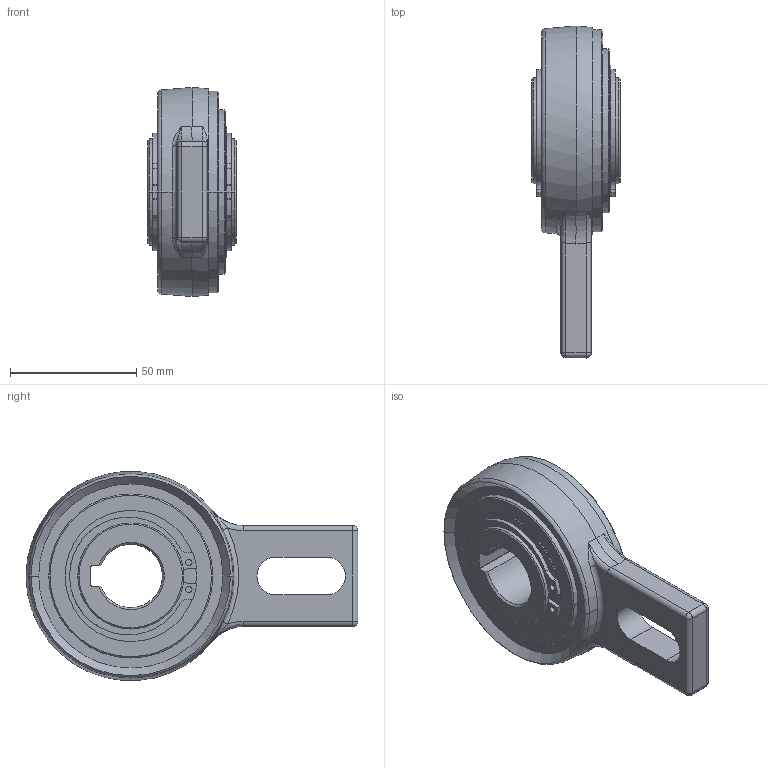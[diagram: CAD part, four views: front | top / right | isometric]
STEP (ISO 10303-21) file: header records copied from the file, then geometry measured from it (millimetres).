
FILE_DESCRIPTION((''),'2;1');
FILE_NAME('FREILAUF_AV25_ASM','2025-05-08T13:17:16',('Administrator'),(''),'CREO PARAMETRIC BY PTC INC, 2020414','CREO PARAMETRIC BY PTC INC, 2020414','');
FILE_SCHEMA(('AUTOMOTIVE_DESIGN { 1 0 10303 214 1 1 1 1 }'));
Length unit declared in the file: millimetre
Products named in the file (14): AUSSENRING_AV20_1; STERN_AV20-25_NICO_1; DRUCKBOLZEN_AS8_1; DRUCKFEDER_AS8_5_1; ANFED_KPL_AS8_6_AS8_5_ASM_1_ASM; ROLLE_7X14_DIN5402_HD_1; LAGERSCHEIBE_AV20_1; DIN471_42X1_75_HD_1; DIN988PS_42X52X0_5_HD_1; FK3_IS_42_1; FK3_AS_46_2_1; ISK42-2_1_ASM_1_ASM; FREILAUF_AV25_NICO_ASM_1_ASM; FREILAUF_AV25_ASM
Assembly tree (28 placements, depth 4):
  FREILAUF_AV25_ASM
    FREILAUF_AV25_NICO_ASM_1_ASM
      AUSSENRING_AV20_1
      STERN_AV20-25_NICO_1
      ANFED_KPL_AS8_6_AS8_5_ASM_1_ASM  x8
        DRUCKBOLZEN_AS8_1
        DRUCKFEDER_AS8_5_1
      ROLLE_7X14_DIN5402_HD_1  x4
      LAGERSCHEIBE_AV20_1  x2
      DIN471_42X1_75_HD_1  x2
      DIN988PS_42X52X0_5_HD_1  x2
      ISK42-2_1_ASM_1_ASM  x2
        FK3_IS_42_1
        FK3_AS_46_2_1
Bounding box: 35 x 131.5 x 82.78 mm (x, y, z)
Volume: 131087.5 mm3; surface area: 55723.6 mm2
Topology: 34 solids, 34 shells, 463 faces, 1179 edges, 785 vertices
Faces by surface type: cylinder 149, plane 127, cone 90, bspline 54, torus 39, sphere 4
Entity records: 10064 total; most frequent: CARTESIAN_POINT 3273, DIRECTION 1386, ORIENTED_EDGE 1180, EDGE_CURVE 590, AXIS2_PLACEMENT_3D 589, VERTEX_POINT 398, CIRCLE 296, EDGE_LOOP 248
